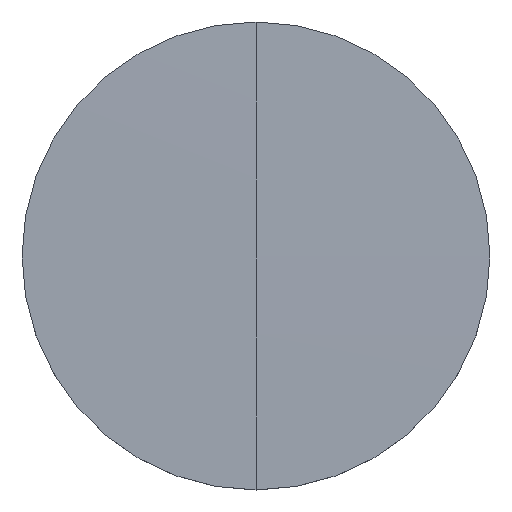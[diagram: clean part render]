
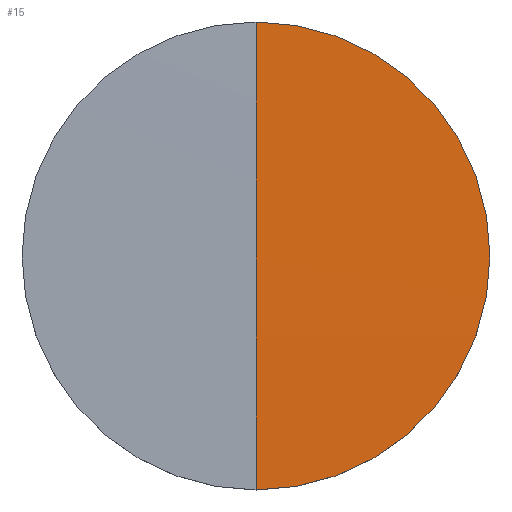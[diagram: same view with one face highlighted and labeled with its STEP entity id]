
A CAD part, top view. The second image highlights one B-rep face of the part: STEP entity #15.
In plain terms, the highlighted spherical face has radius 1052 mm.
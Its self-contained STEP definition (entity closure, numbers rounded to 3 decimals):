
#8 = ORIENTED_EDGE ( 'NONE', *, *, #53, .F. ) ;
#10 = ORIENTED_EDGE ( 'NONE', *, *, #17, .F. ) ;
#14 = VERTEX_POINT ( 'NONE', #82 ) ;
#15 = ADVANCED_FACE ( 'NONE', ( #81 ), #79, .T. ) ;
#17 = EDGE_CURVE ( 'NONE', #14, #41, #74, .T. ) ;
#18 = EDGE_LOOP ( 'NONE', ( #10, #22, #8 ) ) ;
#20 = EDGE_CURVE ( 'NONE', #14, #42, #115, .T. ) ;
#22 = ORIENTED_EDGE ( 'NONE', *, *, #20, .T. ) ;
#41 = VERTEX_POINT ( 'NONE', #103 ) ;
#42 = VERTEX_POINT ( 'NONE', #102 ) ;
#53 = EDGE_CURVE ( 'NONE', #41, #42, #127, .T. ) ;
#70 = DIRECTION ( 'NONE',  ( 0., 0., 1. ) ) ;
#71 = DIRECTION ( 'NONE',  ( -1., 0., 0. ) ) ;
#72 = CARTESIAN_POINT ( 'NONE',  ( 0., 0., -1050.956 ) ) ;
#73 = AXIS2_PLACEMENT_3D ( 'NONE', #72, #71, #70 ) ;
#74 = CIRCLE ( 'NONE', #73, 1051.996 ) ;
#76 = DIRECTION ( 'NONE',  ( 0., 1., 0. ) ) ;
#77 = DIRECTION ( 'NONE',  ( 1., 0., 0. ) ) ;
#78 = AXIS2_PLACEMENT_3D ( 'NONE', #80, #77, #76 ) ;
#79 = SPHERICAL_SURFACE ( 'NONE', #78, 1051.996 ) ;
#80 = CARTESIAN_POINT ( 'NONE',  ( 0., 0., -1050.956 ) ) ;
#81 = FACE_OUTER_BOUND ( 'NONE', #18, .T. ) ;
#82 = CARTESIAN_POINT ( 'NONE',  ( 0., 0., 1.04 ) ) ;
#102 = CARTESIAN_POINT ( 'NONE',  ( 0., -12.7, 0.963 ) ) ;
#103 = CARTESIAN_POINT ( 'NONE',  ( 0., 12.7, 0.963 ) ) ;
#113 = DIRECTION ( 'NONE',  ( 0., 1., 0. ) ) ;
#114 = AXIS2_PLACEMENT_3D ( 'NONE', #130, #117, #113 ) ;
#115 = CIRCLE ( 'NONE', #114, 1051.996 ) ;
#117 = DIRECTION ( 'NONE',  ( 1., 0., 0. ) ) ;
#123 = DIRECTION ( 'NONE',  ( 0., 1., 0. ) ) ;
#124 = DIRECTION ( 'NONE',  ( 0., 0., -1. ) ) ;
#125 = CARTESIAN_POINT ( 'NONE',  ( 0., 0., 0.963 ) ) ;
#126 = AXIS2_PLACEMENT_3D ( 'NONE', #125, #124, #123 ) ;
#127 = CIRCLE ( 'NONE', #126, 12.7 ) ;
#130 = CARTESIAN_POINT ( 'NONE',  ( 0., 0., -1050.956 ) ) ;
